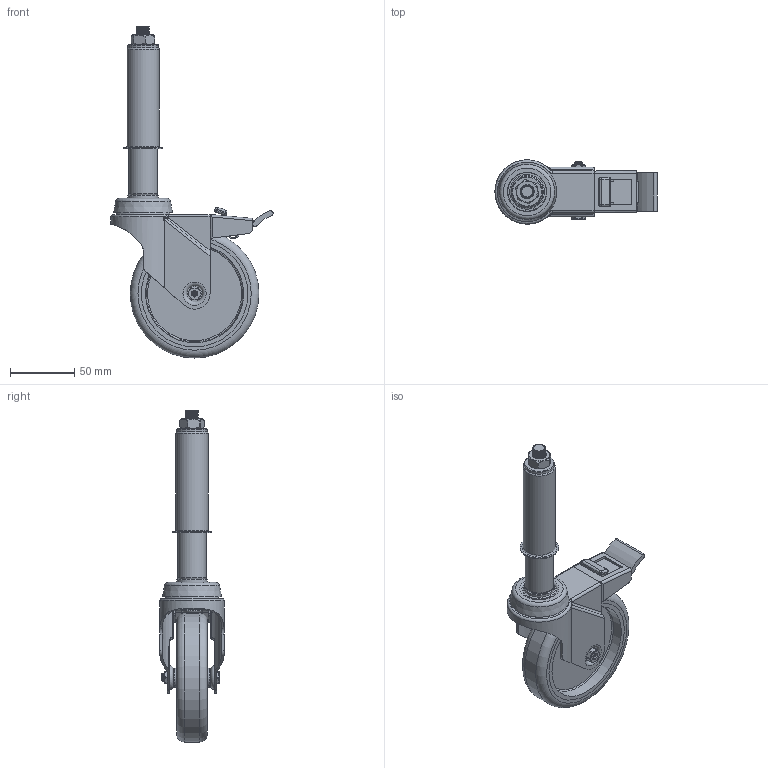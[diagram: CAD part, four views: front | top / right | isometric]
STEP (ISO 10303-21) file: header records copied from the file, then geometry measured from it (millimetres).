
FILE_DESCRIPTION(/* description */ ('','CAx-IF Rec.Pracs.---Representation and Presentation of Product Manufacturing Information (PMI)---4.0---2014-10-13'),/* implementation_level */ '2;1');
FILE_NAME(/* name */ 'BZRA100VGRSPR16SWB.step',/* time_stamp */ '2025-03-07T09:01:53Z',/* author */ (''),/* organization */ (''),/* preprocessor_version */ 'ST-DEVELOPER v20',/* originating_system */ 'Autodesk Translation Framework v13.20.0.188',/* authorisation */ '');
FILE_SCHEMA (('AP242_MANAGED_MODEL_BASED_3D_ENGINEERING_MIM_LF { 1 0 10303 442 1 1 4 }'));
Products named in the file (28): BZRA100VGRSPR16SWB; BZRA100ASBH10SWB v1; ZINC PLATED PRESSED STEEL HEAD; ZINC PLATED PRESSED STEEL FORKS; ZINC PLATED PRESSED STEEL BRAKE; NYLON BRAKE PEDAL; BRAKE PAD; BZL100WVGR8 v1; THERMOPLASTIC RUBBER TYRE; POLYPROPYLENE RIM; TUBEM8X30 v1; ZINC PLATED AXLE TUBE; BOLTBZRA6MM v2; ZINC PLATED AXLE BOLT; NM6GR8HALFGR8 v1; ZINC PLATED LOCKING NUT; BZDSPR16KG v1; SPR16KGINTWASHER; SPRKGNOSPRING; STEM; INNER; OUTTER; nut; SPRING; NYLOCM10Z; RUBBER; NUT2; WM12X24X2Z
Assembly tree (28 placements, depth 4):
  BZRA100VGRSPR16SWB
    BZRA100ASBH10SWB v1
      ZINC PLATED PRESSED STEEL HEAD
      ZINC PLATED PRESSED STEEL FORKS
      ZINC PLATED PRESSED STEEL BRAKE
      NYLON BRAKE PEDAL
      BRAKE PAD
    BZL100WVGR8 v1
      THERMOPLASTIC RUBBER TYRE
      POLYPROPYLENE RIM
    TUBEM8X30 v1
      ZINC PLATED AXLE TUBE
    BOLTBZRA6MM v2
      ZINC PLATED AXLE BOLT
    NM6GR8HALFGR8 v1
      ZINC PLATED LOCKING NUT
    BZDSPR16KG v1
      SPR16KGINTWASHER
      WM12X24X2Z  x2
      SPRKGNOSPRING
        STEM
        INNER
        OUTTER
        nut
      SPRING
      NYLOCM10Z
        RUBBER
        NUT2
Bounding box: 126 x 50 x 258 mm (x, y, z)
Volume: 193873.5 mm3; surface area: 128639.9 mm2
Topology: 20 solids, 20 shells, 652 faces, 1591 edges, 994 vertices
Faces by surface type: plane 256, cylinder 230, bspline 68, torus 50, cone 24, sphere 24
Full cylindrical faces by diameter (mm): 4.744 x2, 5.884 x4, 6 x2, 6.3 x1, 6.4 x1, 7.95 x1, 8 x1, 8.2 x1, 8.3 x1, 8.5 x28, 10 x3, 10.5 x1, 10.561 x1, 11.9 x2, 12 x2, 13 x2, 14.25 x1, 14.761 x1, 15 x4, 16 x1, 16.5 x1, 18 x1, 19.3 x1, 19.8 x1, 22.25 x1, 23 x1, 23.5 x2, 25 x1, 30 x2, 39 x1
Entity records: 63750 total; most frequent: CARTESIAN_POINT 47953, DIRECTION 3188, ORIENTED_EDGE 3144, EDGE_CURVE 1572, AXIS2_PLACEMENT_3D 1248, VERTEX_POINT 988, EDGE_LOOP 706, LINE 692
